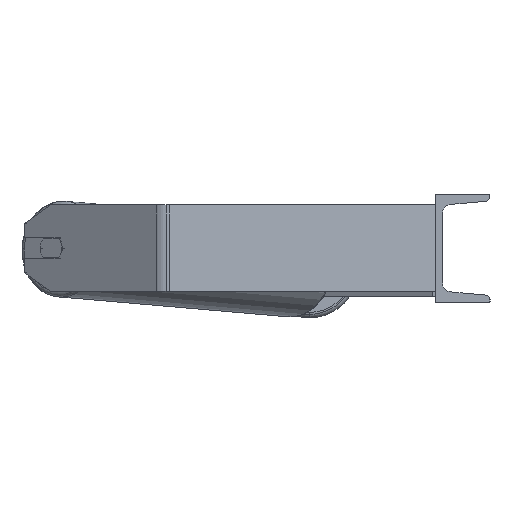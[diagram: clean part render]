
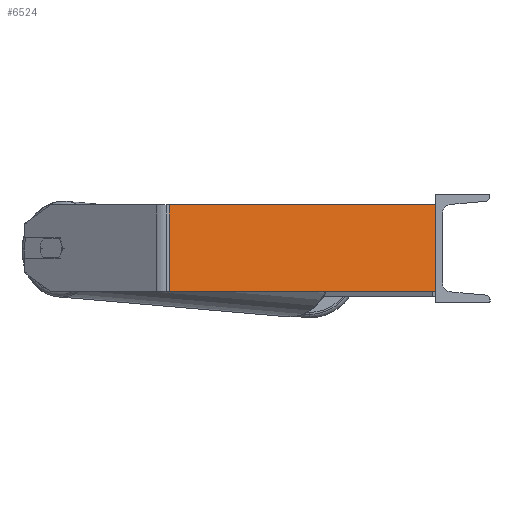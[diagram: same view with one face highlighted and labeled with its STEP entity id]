
A CAD part, left-side view. The second image highlights one B-rep face of the part: STEP entity #6524.
In plain terms, the highlighted planar face has unit normal (-0.985, -0.174, 0).
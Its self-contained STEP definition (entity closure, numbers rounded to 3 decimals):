
#253 = ORIENTED_EDGE ( 'NONE', *, *, #5132, .F. ) ;
#267 = DIRECTION ( 'NONE',  ( 0.174, -0.985, 0. ) ) ;
#1000 = CARTESIAN_POINT ( 'NONE',  ( -629.72, 253.621, 40. ) ) ;
#1199 = EDGE_CURVE ( 'NONE', #6513, #6893, #2968, .T. ) ;
#1201 = EDGE_CURVE ( 'NONE', #8566, #4612, #4414, .T. ) ;
#1592 = VECTOR ( 'NONE', #2939, 1000. ) ;
#2094 = DIRECTION ( 'NONE',  ( 0., 0., -1. ) ) ;
#2169 = ORIENTED_EDGE ( 'NONE', *, *, #1199, .F. ) ;
#2354 = EDGE_CURVE ( 'NONE', #6513, #8566, #5034, .T. ) ;
#2875 = LINE ( 'NONE', #4272, #8326 ) ;
#2939 = DIRECTION ( 'NONE',  ( 0., 0., -1. ) ) ;
#2968 = LINE ( 'NONE', #1000, #8369 ) ;
#3025 = ORIENTED_EDGE ( 'NONE', *, *, #2354, .T. ) ;
#3075 = DIRECTION ( 'NONE',  ( 0.985, 0.174, 0. ) ) ;
#3164 = FACE_OUTER_BOUND ( 'NONE', #8826, .T. ) ;
#3363 = CARTESIAN_POINT ( 'NONE',  ( -585., 0., -40. ) ) ;
#4272 = CARTESIAN_POINT ( 'NONE',  ( -585., 0., 40. ) ) ;
#4414 = LINE ( 'NONE', #5113, #6747 ) ;
#4596 = CARTESIAN_POINT ( 'NONE',  ( -629.72, 253.621, 40. ) ) ;
#4612 = VERTEX_POINT ( 'NONE', #3363 ) ;
#5034 = LINE ( 'NONE', #7176, #1592 ) ;
#5113 = CARTESIAN_POINT ( 'NONE',  ( -629.72, 253.621, -40. ) ) ;
#5132 = EDGE_CURVE ( 'NONE', #6893, #4612, #2875, .T. ) ;
#6047 = CARTESIAN_POINT ( 'NONE',  ( -628.569, 247.094, 40. ) ) ;
#6513 = VERTEX_POINT ( 'NONE', #6047 ) ;
#6524 = ADVANCED_FACE ( 'NONE', ( #3164 ), #8897, .F. ) ;
#6747 = VECTOR ( 'NONE', #267, 1000. ) ;
#6893 = VERTEX_POINT ( 'NONE', #7465 ) ;
#7068 = ORIENTED_EDGE ( 'NONE', *, *, #1201, .T. ) ;
#7176 = CARTESIAN_POINT ( 'NONE',  ( -628.569, 247.094, 40. ) ) ;
#7465 = CARTESIAN_POINT ( 'NONE',  ( -585., 0., 40. ) ) ;
#8326 = VECTOR ( 'NONE', #2094, 1000. ) ;
#8369 = VECTOR ( 'NONE', #8622, 1000. ) ;
#8566 = VERTEX_POINT ( 'NONE', #8683 ) ;
#8622 = DIRECTION ( 'NONE',  ( 0.174, -0.985, 0. ) ) ;
#8683 = CARTESIAN_POINT ( 'NONE',  ( -628.569, 247.094, -40. ) ) ;
#8772 = AXIS2_PLACEMENT_3D ( 'NONE', #4596, #3075, #8855 ) ;
#8826 = EDGE_LOOP ( 'NONE', ( #7068, #253, #2169, #3025 ) ) ;
#8855 = DIRECTION ( 'NONE',  ( -0.174, 0.985, 0. ) ) ;
#8897 = PLANE ( 'NONE',  #8772 ) ;
